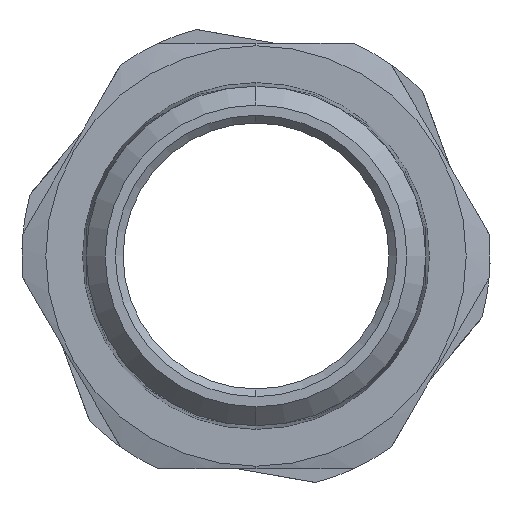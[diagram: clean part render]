
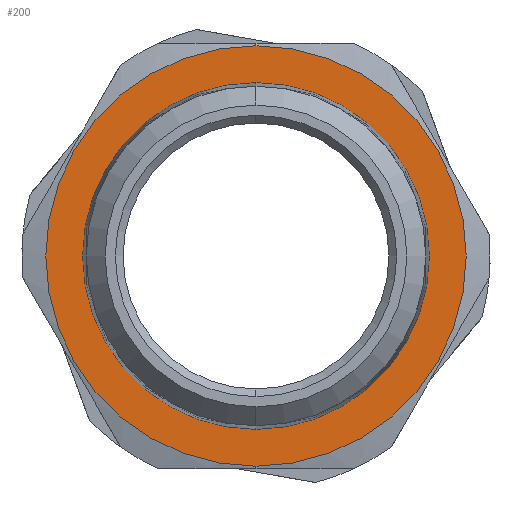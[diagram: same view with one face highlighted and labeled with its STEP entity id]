
A CAD part, left-side view. The second image highlights one B-rep face of the part: STEP entity #200.
In plain terms, the highlighted planar face has unit normal (-1, 0, 0).
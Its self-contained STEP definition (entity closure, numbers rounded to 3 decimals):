
#55 = CIRCLE ( 'NONE', #1832, 16.7 ) ;
#154 = CIRCLE ( 'NONE', #2227, 20.25 ) ;
#157 = FACE_OUTER_BOUND ( 'NONE', #2419, .T. ) ;
#200 = ADVANCED_FACE ( 'NONE', ( #2333, #157 ), #359, .T. ) ;
#327 = ORIENTED_EDGE ( 'NONE', *, *, #2392, .F. ) ;
#348 = VERTEX_POINT ( 'NONE', #663 ) ;
#359 = PLANE ( 'NONE',  #1677 ) ;
#455 = AXIS2_PLACEMENT_3D ( 'NONE', #717, #2923, #1241 ) ;
#638 = DIRECTION ( 'NONE',  ( 0., 0., 1. ) ) ;
#663 = CARTESIAN_POINT ( 'NONE',  ( 25.3, 0., -20.25 ) ) ;
#717 = CARTESIAN_POINT ( 'NONE',  ( 25.3, 0., 0. ) ) ;
#837 = CARTESIAN_POINT ( 'NONE',  ( 25.3, 0., 0. ) ) ;
#892 = CARTESIAN_POINT ( 'NONE',  ( 25.3, 0., -16.7 ) ) ;
#1083 = DIRECTION ( 'NONE',  ( 0., 0., 1. ) ) ;
#1241 = DIRECTION ( 'NONE',  ( 0., 0., 1. ) ) ;
#1410 = DIRECTION ( 'NONE',  ( -1., 0., 0. ) ) ;
#1453 = EDGE_CURVE ( 'NONE', #1589, #348, #154, .T. ) ;
#1454 = EDGE_CURVE ( 'NONE', #348, #1589, #2830, .T. ) ;
#1589 = VERTEX_POINT ( 'NONE', #3119 ) ;
#1617 = ORIENTED_EDGE ( 'NONE', *, *, #1454, .T. ) ;
#1677 = AXIS2_PLACEMENT_3D ( 'NONE', #3104, #1410, #638 ) ;
#1775 = AXIS2_PLACEMENT_3D ( 'NONE', #2182, #2452, #1083 ) ;
#1786 = CARTESIAN_POINT ( 'NONE',  ( 25.3, 0., 0. ) ) ;
#1832 = AXIS2_PLACEMENT_3D ( 'NONE', #837, #2771, #3303 ) ;
#1914 = VERTEX_POINT ( 'NONE', #892 ) ;
#1922 = ORIENTED_EDGE ( 'NONE', *, *, #2846, .F. ) ;
#2065 = DIRECTION ( 'NONE',  ( 0., 0., 1. ) ) ;
#2077 = EDGE_LOOP ( 'NONE', ( #327, #1922 ) ) ;
#2084 = DIRECTION ( 'NONE',  ( -1., 0., 0. ) ) ;
#2182 = CARTESIAN_POINT ( 'NONE',  ( 25.3, 0., 0. ) ) ;
#2192 = CIRCLE ( 'NONE', #1775, 16.7 ) ;
#2203 = ORIENTED_EDGE ( 'NONE', *, *, #1453, .T. ) ;
#2227 = AXIS2_PLACEMENT_3D ( 'NONE', #1786, #2084, #2065 ) ;
#2333 = FACE_BOUND ( 'NONE', #2077, .T. ) ;
#2392 = EDGE_CURVE ( 'NONE', #2610, #1914, #55, .T. ) ;
#2419 = EDGE_LOOP ( 'NONE', ( #1617, #2203 ) ) ;
#2452 = DIRECTION ( 'NONE',  ( -1., 0., 0. ) ) ;
#2610 = VERTEX_POINT ( 'NONE', #3454 ) ;
#2771 = DIRECTION ( 'NONE',  ( -1., 0., 0. ) ) ;
#2830 = CIRCLE ( 'NONE', #455, 20.25 ) ;
#2846 = EDGE_CURVE ( 'NONE', #1914, #2610, #2192, .T. ) ;
#2923 = DIRECTION ( 'NONE',  ( -1., 0., 0. ) ) ;
#3104 = CARTESIAN_POINT ( 'NONE',  ( 25.3, 16.7, 0. ) ) ;
#3119 = CARTESIAN_POINT ( 'NONE',  ( 25.3, 0., 20.25 ) ) ;
#3303 = DIRECTION ( 'NONE',  ( 0., 0., 1. ) ) ;
#3454 = CARTESIAN_POINT ( 'NONE',  ( 25.3, 0., 16.7 ) ) ;
